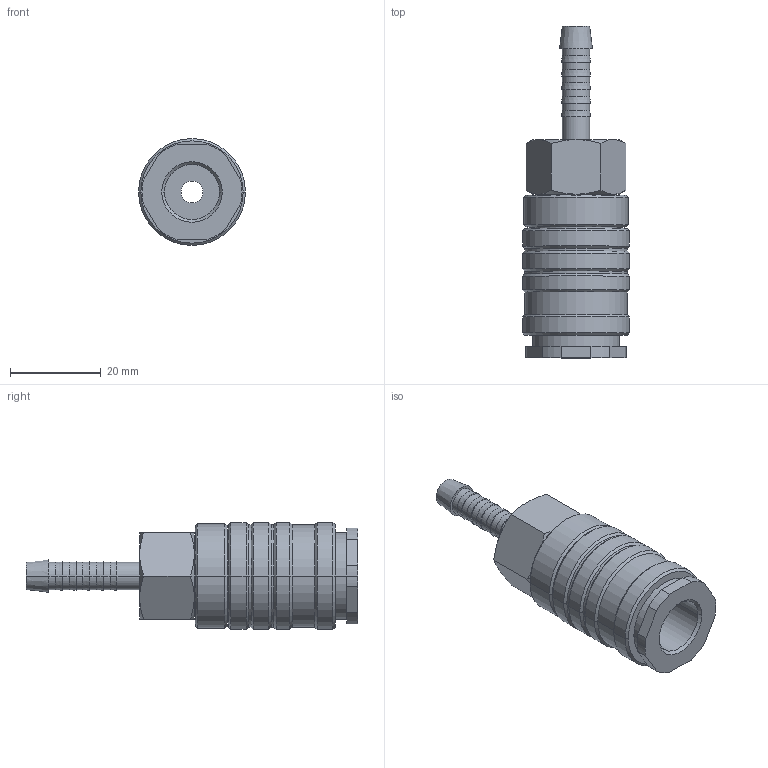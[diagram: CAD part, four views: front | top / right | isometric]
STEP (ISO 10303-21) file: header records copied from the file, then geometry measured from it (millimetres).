
FILE_DESCRIPTION(('STEP AP214'),'1');
FILE_NAME('esi_6_tm.stp','2020-03-05T09:13:27',('TraceParts'),('TraceParts S.A.'),'Spatial InterOp 3D',' ',' ');
FILE_SCHEMA(('automotive_design'));
Length unit declared in the file: millimetre
Products named in the file (1): 1
Bounding box: 23.5 x 73 x 23.5 mm (x, y, z)
Volume: 15662.9 mm3; surface area: 6867.9 mm2
Topology: 1 solids, 1 shells, 124 faces, 264 edges, 156 vertices
Faces by surface type: cone 50, cylinder 46, plane 28
Entity records: 4356 total; most frequent: CARTESIAN_POINT 641, DIRECTION 622, ORIENTED_EDGE 528, EDGE_CURVE 264, AXIS2_PLACEMENT_3D 257, VERTEX_POINT 156, EDGE_LOOP 140, CIRCLE 132
